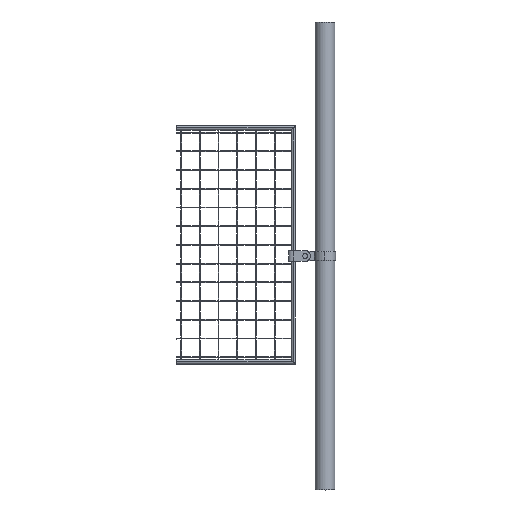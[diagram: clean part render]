
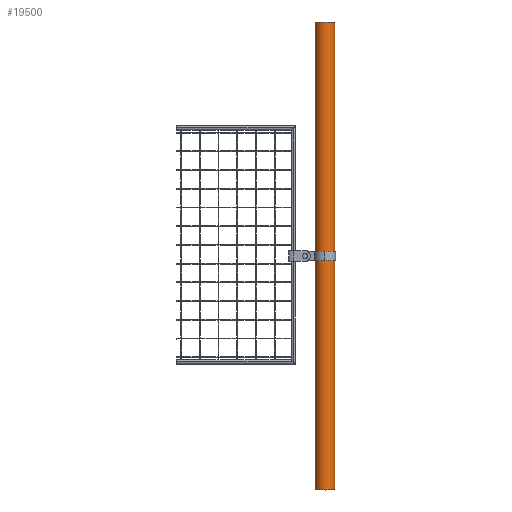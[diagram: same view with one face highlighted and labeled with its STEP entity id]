
A CAD part, top view. The second image highlights one B-rep face of the part: STEP entity #19500.
In plain terms, the highlighted cylindrical face has radius 21.2 mm (diameter 42.4 mm), a partial arc.
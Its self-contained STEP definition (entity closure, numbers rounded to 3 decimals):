
#231 = VECTOR ( 'NONE', #7295, 1000. ) ;
#607 = DIRECTION ( 'NONE',  ( -1., 0., 0. ) ) ;
#1439 = EDGE_CURVE ( 'NONE', #10766, #5661, #8355, .T. ) ;
#1761 = AXIS2_PLACEMENT_3D ( 'NONE', #16031, #10706, #12670 ) ;
#1999 = EDGE_CURVE ( 'NONE', #10766, #21256, #2663, .T. ) ;
#2473 = CARTESIAN_POINT ( 'NONE',  ( 21.2, 0., 1000. ) ) ;
#2631 = AXIS2_PLACEMENT_3D ( 'NONE', #14400, #12681, #607 ) ;
#2663 = CIRCLE ( 'NONE', #1761, 21.2 ) ;
#2903 = VERTEX_POINT ( 'NONE', #20541 ) ;
#3124 = LINE ( 'NONE', #9105, #3646 ) ;
#3646 = VECTOR ( 'NONE', #10824, 1000. ) ;
#5661 = VERTEX_POINT ( 'NONE', #7276 ) ;
#5714 = CYLINDRICAL_SURFACE ( 'NONE', #2631, 21.2 ) ;
#5982 = ORIENTED_EDGE ( 'NONE', *, *, #8985, .T. ) ;
#7089 = CARTESIAN_POINT ( 'NONE',  ( 21.2, 0., 1000. ) ) ;
#7276 = CARTESIAN_POINT ( 'NONE',  ( 21.2, 0., 0. ) ) ;
#7295 = DIRECTION ( 'NONE',  ( 0., 0., -1. ) ) ;
#7917 = FACE_OUTER_BOUND ( 'NONE', #16028, .T. ) ;
#8355 = LINE ( 'NONE', #7089, #231 ) ;
#8985 = EDGE_CURVE ( 'NONE', #5661, #2903, #13506, .T. ) ;
#9105 = CARTESIAN_POINT ( 'NONE',  ( -21.2, 0., 1000. ) ) ;
#10053 = CARTESIAN_POINT ( 'NONE',  ( 0., 0., 0. ) ) ;
#10706 = DIRECTION ( 'NONE',  ( 0., 0., 1. ) ) ;
#10766 = VERTEX_POINT ( 'NONE', #2473 ) ;
#10824 = DIRECTION ( 'NONE',  ( 0., 0., -1. ) ) ;
#11706 = CARTESIAN_POINT ( 'NONE',  ( -21.2, 0., 1000. ) ) ;
#11796 = DIRECTION ( 'NONE',  ( 1., 0., 0. ) ) ;
#12670 = DIRECTION ( 'NONE',  ( 1., 0., 0. ) ) ;
#12681 = DIRECTION ( 'NONE',  ( 0., 0., -1. ) ) ;
#13454 = AXIS2_PLACEMENT_3D ( 'NONE', #10053, #21921, #11796 ) ;
#13506 = CIRCLE ( 'NONE', #13454, 21.2 ) ;
#14175 = ORIENTED_EDGE ( 'NONE', *, *, #16573, .F. ) ;
#14400 = CARTESIAN_POINT ( 'NONE',  ( 0., 0., 1000. ) ) ;
#16028 = EDGE_LOOP ( 'NONE', ( #16994, #20304, #5982, #14175 ) ) ;
#16031 = CARTESIAN_POINT ( 'NONE',  ( 0., 0., 1000. ) ) ;
#16573 = EDGE_CURVE ( 'NONE', #21256, #2903, #3124, .T. ) ;
#16994 = ORIENTED_EDGE ( 'NONE', *, *, #1999, .F. ) ;
#19500 = ADVANCED_FACE ( 'NONE', ( #7917 ), #5714, .T. ) ;
#20304 = ORIENTED_EDGE ( 'NONE', *, *, #1439, .T. ) ;
#20541 = CARTESIAN_POINT ( 'NONE',  ( -21.2, 0., 0. ) ) ;
#21256 = VERTEX_POINT ( 'NONE', #11706 ) ;
#21921 = DIRECTION ( 'NONE',  ( 0., 0., 1. ) ) ;
